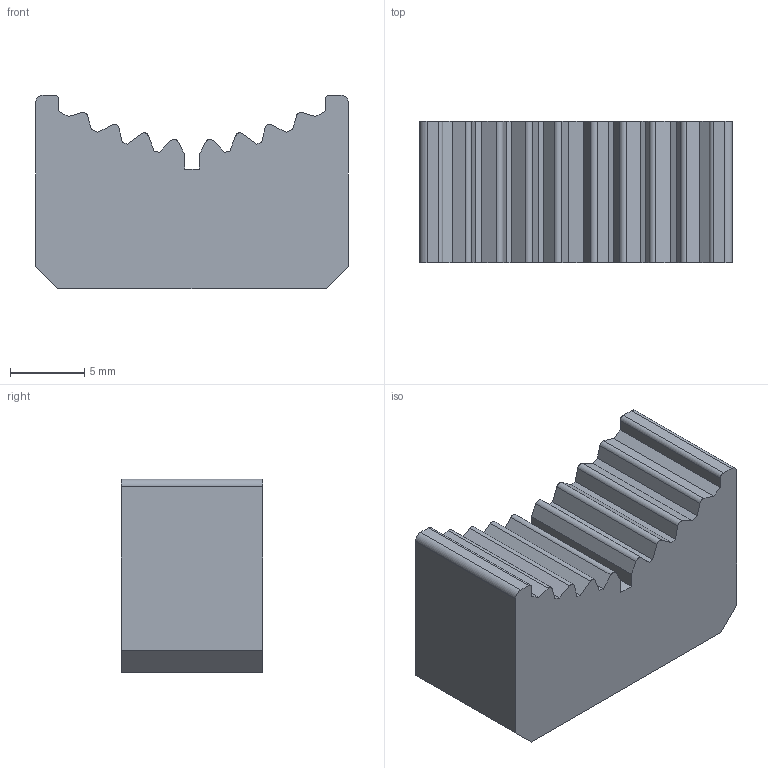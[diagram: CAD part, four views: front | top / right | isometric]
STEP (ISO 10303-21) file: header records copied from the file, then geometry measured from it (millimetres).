
FILE_DESCRIPTION(/* description */ (''),/* implementation_level */ '2;1');
FILE_NAME(/* name */ 'Sliderpot head v4.step',/* time_stamp */ '2024-05-29T13:55:54+02:00',/* author */ (''),/* organization */ (''),/* preprocessor_version */ 'ST-DEVELOPER v20',/* originating_system */ 'Autodesk Translation Framework v13.14.0.145',/* authorisation */ '');
FILE_SCHEMA (('AUTOMOTIVE_DESIGN { 1 0 10303 214 3 1 1 }'));
Length unit declared in the file: millimetre
Products named in the file (1): Sliderpot head
Bounding box: 21 x 9.5 x 13 mm (x, y, z)
Volume: 2086 mm3; surface area: 1264.6 mm2
Topology: 1 solids, 1 shells, 55 faces, 156 edges, 104 vertices
Faces by surface type: plane 35, cylinder 12, bspline 8
Entity records: 1903 total; most frequent: CARTESIAN_POINT 492, ORIENTED_EDGE 312, DIRECTION 260, EDGE_CURVE 156, LINE 116, VECTOR 116, VERTEX_POINT 104, AXIS2_PLACEMENT_3D 72
